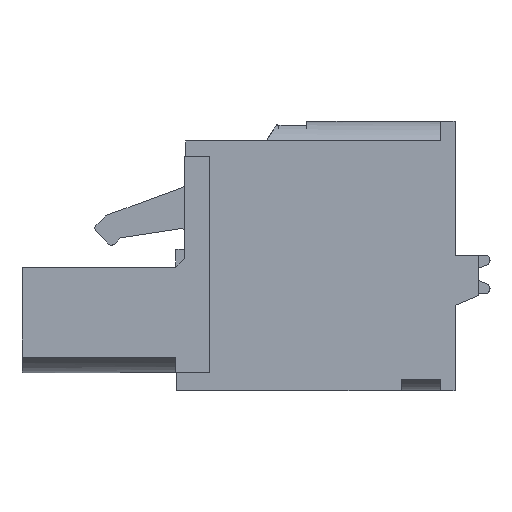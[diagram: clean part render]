
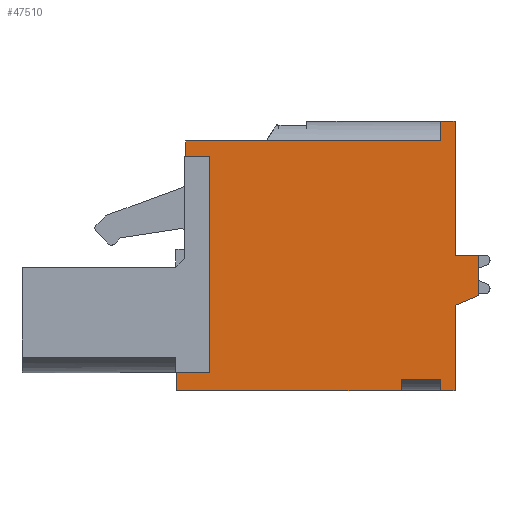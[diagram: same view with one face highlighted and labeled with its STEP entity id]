
A CAD part, left-side view. The second image highlights one B-rep face of the part: STEP entity #47510.
In plain terms, the highlighted planar face has unit normal (-1, 0, 0).
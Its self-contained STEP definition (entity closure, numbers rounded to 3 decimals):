
#4510=ORIENTED_EDGE('',*,*,#18049,.T.);
#4511=ORIENTED_EDGE('',*,*,#15629,.T.);
#4512=ORIENTED_EDGE('',*,*,#16799,.T.);
#4513=ORIENTED_EDGE('',*,*,#16388,.T.);
#4514=ORIENTED_EDGE('',*,*,#18050,.T.);
#4515=ORIENTED_EDGE('',*,*,#16230,.T.);
#4516=ORIENTED_EDGE('',*,*,#16693,.F.);
#4517=ORIENTED_EDGE('',*,*,#16550,.F.);
#4518=ORIENTED_EDGE('',*,*,#18051,.T.);
#4519=ORIENTED_EDGE('',*,*,#18033,.T.);
#4520=ORIENTED_EDGE('',*,*,#18052,.T.);
#4521=ORIENTED_EDGE('',*,*,#18053,.F.);
#4522=ORIENTED_EDGE('',*,*,#15836,.T.);
#4523=ORIENTED_EDGE('',*,*,#18054,.T.);
#4524=ORIENTED_EDGE('',*,*,#18055,.T.);
#4525=ORIENTED_EDGE('',*,*,#18056,.F.);
#4526=ORIENTED_EDGE('',*,*,#18057,.F.);
#4527=ORIENTED_EDGE('',*,*,#16644,.T.);
#15629=EDGE_CURVE('',#22683,#22682,#27324,.T.);
#15836=EDGE_CURVE('',#22890,#22889,#27531,.T.);
#16230=EDGE_CURVE('',#23284,#23283,#27851,.T.);
#16388=EDGE_CURVE('',#23442,#23441,#28009,.T.);
#16550=EDGE_CURVE('',#23602,#23603,#28171,.T.);
#16644=EDGE_CURVE('',#23697,#23696,#28265,.T.);
#16693=EDGE_CURVE('',#23603,#23283,#28299,.T.);
#16799=EDGE_CURVE('',#22682,#23442,#28405,.T.);
#18033=EDGE_CURVE('',#24588,#24587,#29318,.T.);
#18049=EDGE_CURVE('',#23696,#22683,#29324,.T.);
#18050=EDGE_CURVE('',#23441,#23284,#29325,.T.);
#18051=EDGE_CURVE('',#23602,#24588,#29326,.T.);
#18052=EDGE_CURVE('',#24587,#24596,#29327,.T.);
#18053=EDGE_CURVE('',#22890,#24596,#29328,.T.);
#18054=EDGE_CURVE('',#22889,#24597,#29329,.T.);
#18055=EDGE_CURVE('',#24597,#24598,#29330,.T.);
#18056=EDGE_CURVE('',#24599,#24598,#29331,.T.);
#18057=EDGE_CURVE('',#23697,#24599,#29332,.T.);
#22682=VERTEX_POINT('',#65763);
#22683=VERTEX_POINT('',#65765);
#22889=VERTEX_POINT('',#66178);
#22890=VERTEX_POINT('',#66180);
#23283=VERTEX_POINT('',#66986);
#23284=VERTEX_POINT('',#66988);
#23441=VERTEX_POINT('',#67303);
#23442=VERTEX_POINT('',#67305);
#23602=VERTEX_POINT('',#67627);
#23603=VERTEX_POINT('',#67629);
#23696=VERTEX_POINT('',#67816);
#23697=VERTEX_POINT('',#67818);
#24587=VERTEX_POINT('',#70574);
#24588=VERTEX_POINT('',#70576);
#24596=VERTEX_POINT('',#70608);
#24597=VERTEX_POINT('',#70611);
#24598=VERTEX_POINT('',#70613);
#24599=VERTEX_POINT('',#70615);
#27324=LINE('',#65764,#33495);
#27531=LINE('',#66179,#33702);
#27851=LINE('',#66987,#34022);
#28009=LINE('',#67304,#34180);
#28171=LINE('',#67628,#34342);
#28265=LINE('',#67817,#34436);
#28299=LINE('',#67914,#34470);
#28405=LINE('',#68091,#34576);
#29318=LINE('',#70575,#35489);
#29324=LINE('',#70604,#35495);
#29325=LINE('',#70605,#35496);
#29326=LINE('',#70606,#35497);
#29327=LINE('',#70607,#35498);
#29328=LINE('',#70609,#35499);
#29329=LINE('',#70610,#35500);
#29330=LINE('',#70612,#35501);
#29331=LINE('',#70614,#35502);
#29332=LINE('',#70616,#35503);
#33495=VECTOR('',#52942,1000.);
#33702=VECTOR('',#53151,1000.);
#34022=VECTOR('',#53659,1000.);
#34180=VECTOR('',#53819,1000.);
#34342=VECTOR('',#53983,1000.);
#34436=VECTOR('',#54079,1000.);
#34470=VECTOR('',#54163,1000.);
#34576=VECTOR('',#54271,1000.);
#35489=VECTOR('',#56488,1000.);
#35495=VECTOR('',#56524,1000.);
#35496=VECTOR('',#56525,1000.);
#35497=VECTOR('',#56526,1000.);
#35498=VECTOR('',#56527,1000.);
#35499=VECTOR('',#56528,1000.);
#35500=VECTOR('',#56529,1000.);
#35501=VECTOR('',#56530,1000.);
#35502=VECTOR('',#56531,1000.);
#35503=VECTOR('',#56532,1000.);
#40096=EDGE_LOOP('',(#4510,#4511,#4512,#4513,#4514,#4515,#4516,#4517,#4518,
#4519,#4520,#4521,#4522,#4523,#4524,#4525,#4526,#4527));
#42807=FACE_BOUND('',#40096,.T.);
#45360=PLANE('',#50363);
#47510=ADVANCED_FACE('',(#42807),#45360,.T.);
#50363=AXIS2_PLACEMENT_3D('',#70603,#56522,#56523);
#52942=DIRECTION('',(0.,1.,0.));
#53151=DIRECTION('',(0.,0.,1.));
#53659=DIRECTION('',(0.,1.,0.));
#53819=DIRECTION('',(0.,-1.,0.));
#53983=DIRECTION('',(0.,1.,0.));
#54079=DIRECTION('',(0.,1.,0.));
#54163=DIRECTION('',(0.,0.,1.));
#54271=DIRECTION('',(0.,0.,-1.));
#56488=DIRECTION('',(0.,-1.,0.));
#56522=DIRECTION('',(-1.,0.,0.));
#56523=DIRECTION('',(0.,0.,1.));
#56524=DIRECTION('',(0.,0.,-1.));
#56525=DIRECTION('',(0.,0.,-1.));
#56526=DIRECTION('',(0.,0.,1.));
#56527=DIRECTION('',(0.,0.,-1.));
#56528=DIRECTION('',(0.,1.,0.));
#56529=DIRECTION('',(0.,-0.921,0.39));
#56530=DIRECTION('',(0.,0.,1.));
#56531=DIRECTION('',(0.,-1.,0.));
#56532=DIRECTION('',(0.,0.,-1.));
#65763=CARTESIAN_POINT('',(-45.72,7.9,6.4));
#65764=CARTESIAN_POINT('',(-45.72,3.4,6.4));
#65765=CARTESIAN_POINT('',(-45.72,-6.3,6.4));
#66178=CARTESIAN_POINT('',(-45.72,-7.1,-2.75));
#66179=CARTESIAN_POINT('',(-45.72,-7.1,-7.5));
#66180=CARTESIAN_POINT('',(-45.72,-7.1,-7.5));
#66986=CARTESIAN_POINT('',(-45.72,8.4,-6.5));
#66987=CARTESIAN_POINT('',(-45.72,8.4,-6.5));
#66988=CARTESIAN_POINT('',(-45.72,6.57,-6.5));
#67303=CARTESIAN_POINT('',(-45.72,6.57,5.55));
#67304=CARTESIAN_POINT('',(-45.72,7.9,5.55));
#67305=CARTESIAN_POINT('',(-45.72,7.9,5.55));
#67627=CARTESIAN_POINT('',(-45.72,-4.1,-7.5));
#67628=CARTESIAN_POINT('',(-45.72,-8.4,-7.5));
#67629=CARTESIAN_POINT('',(-45.72,8.4,-7.5));
#67816=CARTESIAN_POINT('',(-45.72,-6.3,7.5));
#67817=CARTESIAN_POINT('',(-45.72,-8.4,7.5));
#67818=CARTESIAN_POINT('',(-45.72,-7.1,7.5));
#67914=CARTESIAN_POINT('',(-45.72,8.4,-7.5));
#68091=CARTESIAN_POINT('',(-45.72,7.9,6.4));
#70574=CARTESIAN_POINT('',(-45.72,-6.3,-6.9));
#70575=CARTESIAN_POINT('',(-45.72,-4.1,-6.9));
#70576=CARTESIAN_POINT('',(-45.72,-4.1,-6.9));
#70603=CARTESIAN_POINT('',(-45.72,-8.4,-7.5));
#70604=CARTESIAN_POINT('',(-45.72,-6.3,7.701));
#70605=CARTESIAN_POINT('',(-45.72,6.57,5.55));
#70606=CARTESIAN_POINT('',(-45.72,-4.1,-7.5));
#70607=CARTESIAN_POINT('',(-45.72,-6.3,-6.9));
#70608=CARTESIAN_POINT('',(-45.72,-6.3,-7.5));
#70609=CARTESIAN_POINT('',(-45.72,-8.4,-7.5));
#70610=CARTESIAN_POINT('',(-45.72,-7.1,-2.75));
#70611=CARTESIAN_POINT('',(-45.72,-8.4,-2.2));
#70612=CARTESIAN_POINT('',(-45.72,-8.4,-7.5));
#70613=CARTESIAN_POINT('',(-45.72,-8.4,0.05));
#70614=CARTESIAN_POINT('',(-45.72,-8.4,0.05));
#70615=CARTESIAN_POINT('',(-45.72,-7.1,0.05));
#70616=CARTESIAN_POINT('',(-45.72,-7.1,7.5));
